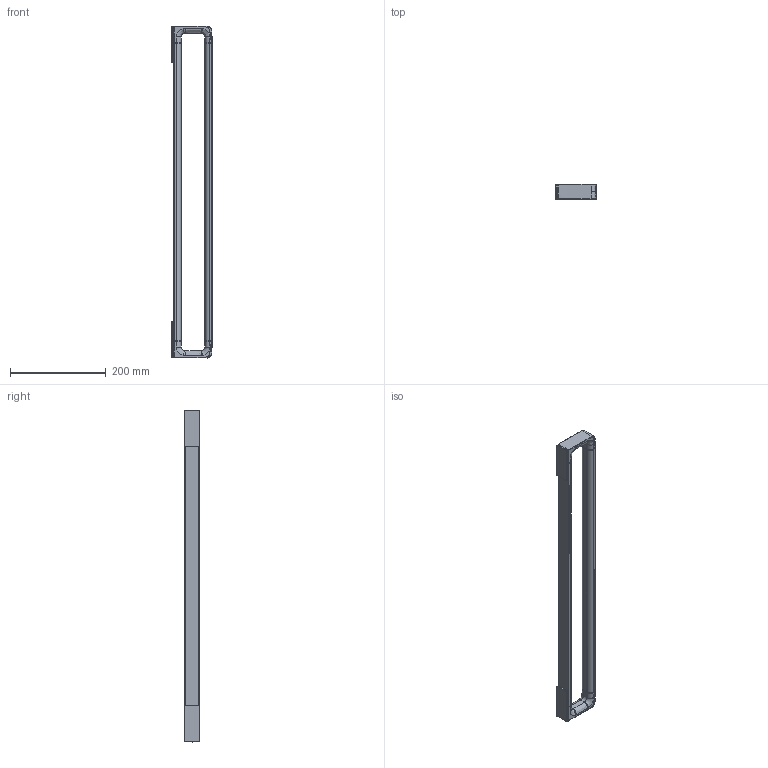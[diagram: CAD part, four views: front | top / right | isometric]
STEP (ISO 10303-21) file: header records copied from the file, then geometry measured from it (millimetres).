
FILE_DESCRIPTION(('CAx-IF Rec.Pracs.---Model Styling and Organization---1.2---2011-12-15','CAx-IF Rec.Pracs.---Geometric and Assembly Validation Properties---4.1---2014-06-16','CAx-IF Rec.Pracs.---PMI Polyline Presentation---2.0---2013-05-24'),'2;1');
FILE_NAME('1000104874_PPA_000.stp','2022-02-15T06:44:54+01:00',(''),(''),'STEP Interface 4.3 by CT CoreTechnologie','3D_Evolution4.3 by CT CoreTechnologie','');
FILE_SCHEMA(('AP203_CONFIGURATION_CONTROLLED_3D_DESIGN_OF_MECHANICAL_PARTS_AND_ASSEMBLIES_MIM_LF'));
Length unit declared in the file: millimetre
Products named in the file (1): Badetuchhalter 600 AX Citterio Univ. 1000104874_PPA_000_A0
Bounding box: 84 x 30.88 x 694 mm (x, y, z)
Volume: 218406.7 mm3; surface area: 220966 mm2
Topology: 1 solids, 2 shells, 508 faces, 1172 edges, 672 vertices
Faces by surface type: bspline 238, cylinder 138, plane 132
Entity records: 33838 total; most frequent: CARTESIAN_POINT 17741, ORIENTED_EDGE 2344, DIRECTION 2136, EDGE_CURVE 1172, AXIS2_PLACEMENT_3D 775, VERTEX_POINT 672, VECTOR 586, LINE 586
